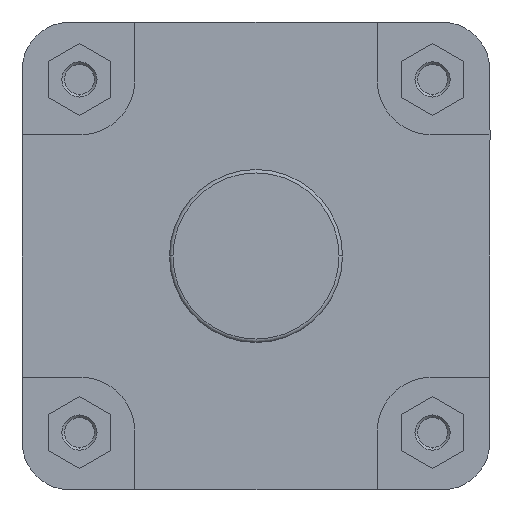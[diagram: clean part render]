
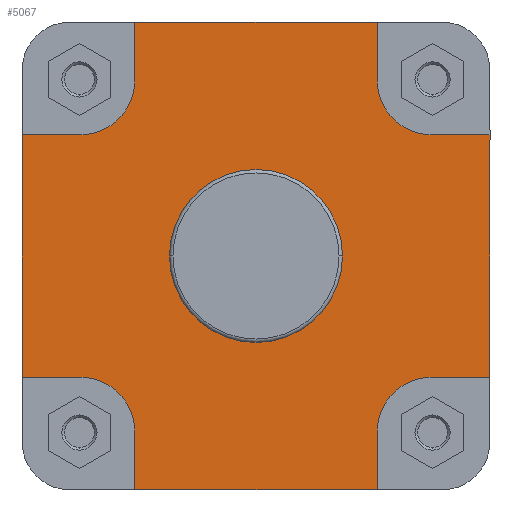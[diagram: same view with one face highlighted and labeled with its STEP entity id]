
A CAD part, left-side view. The second image highlights one B-rep face of the part: STEP entity #5067.
In plain terms, the highlighted planar face has unit normal (-1, 0, 0).
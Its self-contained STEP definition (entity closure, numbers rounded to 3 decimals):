
#419 = LINE ( 'NONE', #6205, #424 ) ;
#424 = VECTOR ( 'NONE', #6747, 1000. ) ;
#481 = VECTOR ( 'NONE', #6446, 1000. ) ;
#484 = LINE ( 'NONE', #6275, #481 ) ;
#507 = LINE ( 'NONE', #6519, #510 ) ;
#510 = VECTOR ( 'NONE', #6697, 1000. ) ;
#516 = CIRCLE ( 'NONE', #5497, 31. ) ;
#570 = LINE ( 'NONE', #6091, #571 ) ;
#571 = VECTOR ( 'NONE', #6090, 1000. ) ;
#584 = CIRCLE ( 'NONE', #5500, 31. ) ;
#627 = LINE ( 'NONE', #5998, #628 ) ;
#628 = VECTOR ( 'NONE', #6625, 1000. ) ;
#649 = CIRCLE ( 'NONE', #5515, 31. ) ;
#704 = LINE ( 'NONE', #6346, #705 ) ;
#705 = VECTOR ( 'NONE', #6394, 1000. ) ;
#765 = LINE ( 'NONE', #6316, #773 ) ;
#773 = VECTOR ( 'NONE', #6075, 1000. ) ;
#820 = LINE ( 'NONE', #1357, #821 ) ;
#821 = VECTOR ( 'NONE', #1358, 1000. ) ;
#833 = CIRCLE ( 'NONE', #5555, 49.9 ) ;
#842 = LINE ( 'NONE', #1387, #843 ) ;
#843 = VECTOR ( 'NONE', #1388, 1000. ) ;
#928 = LINE ( 'NONE', #1605, #930 ) ;
#930 = VECTOR ( 'NONE', #1606, 1000. ) ;
#934 = LINE ( 'NONE', #1618, #937 ) ;
#937 = VECTOR ( 'NONE', #1619, 1000. ) ;
#1020 = FACE_BOUND ( 'NONE', #6867, .T. ) ;
#1023 = FACE_OUTER_BOUND ( 'NONE', #6866, .T. ) ;
#1357 = CARTESIAN_POINT ( 'NONE',  ( 14., -135., 0. ) ) ;
#1358 = DIRECTION ( 'NONE',  ( 0., 0., 1. ) ) ;
#1371 = CARTESIAN_POINT ( 'NONE',  ( 14., 0., 0. ) ) ;
#1372 = DIRECTION ( 'NONE',  ( -1., 0., 0. ) ) ;
#1373 = DIRECTION ( 'NONE',  ( 0., -1., 0. ) ) ;
#1387 = CARTESIAN_POINT ( 'NONE',  ( 14., 101., -70. ) ) ;
#1388 = DIRECTION ( 'NONE',  ( 0., 1., 0. ) ) ;
#1605 = CARTESIAN_POINT ( 'NONE',  ( 14., -70., 135. ) ) ;
#1606 = DIRECTION ( 'NONE',  ( 0., 0., -1. ) ) ;
#1618 = CARTESIAN_POINT ( 'NONE',  ( 14., -101., 70. ) ) ;
#1619 = DIRECTION ( 'NONE',  ( 0., -1., 0. ) ) ;
#1787 = CARTESIAN_POINT ( 'NONE',  ( 14., 49.9, 0. ) ) ;
#1788 = PLANE ( 'NONE',  #5631 ) ;
#1789 = DIRECTION ( 'NONE',  ( 1., 0., 0. ) ) ;
#1790 = DIRECTION ( 'NONE',  ( 0., 1., 0. ) ) ;
#2836 = CIRCLE ( 'NONE', #5889, 49.9 ) ;
#2886 = CIRCLE ( 'NONE', #5911, 31. ) ;
#3014 = LINE ( 'NONE', #3569, #3015 ) ;
#3015 = VECTOR ( 'NONE', #3570, 1000. ) ;
#3298 = CARTESIAN_POINT ( 'NONE',  ( 14., 0., 0. ) ) ;
#3301 = DIRECTION ( 'NONE',  ( -1., 0., 0. ) ) ;
#3302 = DIRECTION ( 'NONE',  ( 0., -1., 0. ) ) ;
#3392 = CARTESIAN_POINT ( 'NONE',  ( 14., 101., -101. ) ) ;
#3393 = DIRECTION ( 'NONE',  ( -1., 0., 0. ) ) ;
#3394 = DIRECTION ( 'NONE',  ( 0., 1., 0. ) ) ;
#3569 = CARTESIAN_POINT ( 'NONE',  ( 14., 70., -135. ) ) ;
#3570 = DIRECTION ( 'NONE',  ( 0., 0., 1. ) ) ;
#3710 = CARTESIAN_POINT ( 'NONE',  ( 14., 135., 70. ) ) ;
#3807 = CARTESIAN_POINT ( 'NONE',  ( 14., -70., 135. ) ) ;
#3808 = CARTESIAN_POINT ( 'NONE',  ( 14., -70., 101. ) ) ;
#3824 = CARTESIAN_POINT ( 'NONE',  ( 14., -101., -70. ) ) ;
#3825 = CARTESIAN_POINT ( 'NONE',  ( 14., -70., -101. ) ) ;
#3826 = CARTESIAN_POINT ( 'NONE',  ( 14., 70., -135. ) ) ;
#3827 = CARTESIAN_POINT ( 'NONE',  ( 14., -70., -135. ) ) ;
#3828 = CARTESIAN_POINT ( 'NONE',  ( 14., -135., 70. ) ) ;
#3829 = CARTESIAN_POINT ( 'NONE',  ( 14., 70., 101. ) ) ;
#3830 = CARTESIAN_POINT ( 'NONE',  ( 14., -101., 70. ) ) ;
#3831 = CARTESIAN_POINT ( 'NONE',  ( 14., -135., -70. ) ) ;
#3834 = CARTESIAN_POINT ( 'NONE',  ( 14., 70., -101. ) ) ;
#3835 = CARTESIAN_POINT ( 'NONE',  ( 14., 101., -70. ) ) ;
#3841 = CARTESIAN_POINT ( 'NONE',  ( 14., 135., -70. ) ) ;
#3847 = CARTESIAN_POINT ( 'NONE',  ( 14., 70., 135. ) ) ;
#3848 = CARTESIAN_POINT ( 'NONE',  ( 14., 101., 70. ) ) ;
#3879 = CARTESIAN_POINT ( 'NONE',  ( 14., 49.9, 0. ) ) ;
#3903 = CARTESIAN_POINT ( 'NONE',  ( 14., -49.9, 0. ) ) ;
#4049 = EDGE_CURVE ( 'NONE', #6610, #6531, #419, .T. ) ;
#4100 = EDGE_CURVE ( 'NONE', #6562, #6564, #484, .T. ) ;
#4115 = EDGE_CURVE ( 'NONE', #6298, #6611, #507, .T. ) ;
#4117 = EDGE_CURVE ( 'NONE', #6611, #6567, #516, .T. ) ;
#4149 = EDGE_CURVE ( 'NONE', #6569, #6560, #570, .T. ) ;
#4156 = EDGE_CURVE ( 'NONE', #6560, #6562, #584, .T. ) ;
#4182 = EDGE_CURVE ( 'NONE', #6567, #6610, #627, .T. ) ;
#4195 = EDGE_CURVE ( 'NONE', #6532, #6568, #649, .T. ) ;
#4235 = EDGE_CURVE ( 'NONE', #6563, #6564, #704, .T. ) ;
#4278 = EDGE_CURVE ( 'NONE', #6596, #6298, #765, .T. ) ;
#4306 = EDGE_CURVE ( 'NONE', #6569, #6566, #820, .T. ) ;
#4312 = EDGE_CURVE ( 'NONE', #6653, #6713, #833, .T. ) ;
#4319 = EDGE_CURVE ( 'NONE', #6580, #6596, #842, .T. ) ;
#4688 = EDGE_CURVE ( 'NONE', #6531, #6532, #928, .T. ) ;
#4693 = EDGE_CURVE ( 'NONE', #6568, #6566, #934, .T. ) ;
#4833 = ORIENTED_EDGE ( 'NONE', *, *, #4235, .T. ) ;
#4848 = ORIENTED_EDGE ( 'NONE', *, *, #4117, .F. ) ;
#4849 = ORIENTED_EDGE ( 'NONE', *, *, #4156, .F. ) ;
#4860 = ORIENTED_EDGE ( 'NONE', *, *, #5357, .F. ) ;
#4861 = ORIENTED_EDGE ( 'NONE', *, *, #4149, .F. ) ;
#4866 = ORIENTED_EDGE ( 'NONE', *, *, #4306, .T. ) ;
#4876 = ORIENTED_EDGE ( 'NONE', *, *, #5321, .F. ) ;
#4884 = ORIENTED_EDGE ( 'NONE', *, *, #4312, .F. ) ;
#4894 = ORIENTED_EDGE ( 'NONE', *, *, #4278, .F. ) ;
#4907 = ORIENTED_EDGE ( 'NONE', *, *, #4115, .F. ) ;
#4908 = ORIENTED_EDGE ( 'NONE', *, *, #5433, .F. ) ;
#4913 = ORIENTED_EDGE ( 'NONE', *, *, #4688, .F. ) ;
#4922 = ORIENTED_EDGE ( 'NONE', *, *, #4100, .F. ) ;
#4926 = ORIENTED_EDGE ( 'NONE', *, *, #4319, .F. ) ;
#4929 = ORIENTED_EDGE ( 'NONE', *, *, #4693, .F. ) ;
#4934 = ORIENTED_EDGE ( 'NONE', *, *, #4182, .F. ) ;
#4954 = ORIENTED_EDGE ( 'NONE', *, *, #4049, .F. ) ;
#4967 = ORIENTED_EDGE ( 'NONE', *, *, #4195, .F. ) ;
#5067 = ADVANCED_FACE ( 'NONE', ( #1020, #1023 ), #1788, .F. ) ;
#5321 = EDGE_CURVE ( 'NONE', #6713, #6653, #2836, .T. ) ;
#5357 = EDGE_CURVE ( 'NONE', #6579, #6580, #2886, .T. ) ;
#5433 = EDGE_CURVE ( 'NONE', #6563, #6579, #3014, .T. ) ;
#5497 = AXIS2_PLACEMENT_3D ( 'NONE', #6406, #6570, #6685 ) ;
#5500 = AXIS2_PLACEMENT_3D ( 'NONE', #6039, #6038, #6042 ) ;
#5515 = AXIS2_PLACEMENT_3D ( 'NONE', #6576, #6592, #6541 ) ;
#5555 = AXIS2_PLACEMENT_3D ( 'NONE', #1371, #1372, #1373 ) ;
#5631 = AXIS2_PLACEMENT_3D ( 'NONE', #1787, #1789, #1790 ) ;
#5889 = AXIS2_PLACEMENT_3D ( 'NONE', #3298, #3301, #3302 ) ;
#5911 = AXIS2_PLACEMENT_3D ( 'NONE', #3392, #3393, #3394 ) ;
#5998 = CARTESIAN_POINT ( 'NONE',  ( 14., 70., 101. ) ) ;
#6038 = DIRECTION ( 'NONE',  ( -1., 0., 0. ) ) ;
#6039 = CARTESIAN_POINT ( 'NONE',  ( 14., -101., -101. ) ) ;
#6042 = DIRECTION ( 'NONE',  ( 0., 0., -1. ) ) ;
#6075 = DIRECTION ( 'NONE',  ( 0., 0., 1. ) ) ;
#6090 = DIRECTION ( 'NONE',  ( 0., 1., 0. ) ) ;
#6091 = CARTESIAN_POINT ( 'NONE',  ( 14., -135., -70. ) ) ;
#6205 = CARTESIAN_POINT ( 'NONE',  ( 14., -297.141, 135. ) ) ;
#6275 = CARTESIAN_POINT ( 'NONE',  ( 14., -70., -101. ) ) ;
#6298 = VERTEX_POINT ( 'NONE', #3710 ) ;
#6316 = CARTESIAN_POINT ( 'NONE',  ( 14., 135., 0. ) ) ;
#6346 = CARTESIAN_POINT ( 'NONE',  ( 14., -297.141, -135. ) ) ;
#6394 = DIRECTION ( 'NONE',  ( 0., -1., 0. ) ) ;
#6406 = CARTESIAN_POINT ( 'NONE',  ( 14., 101., 101. ) ) ;
#6446 = DIRECTION ( 'NONE',  ( 0., 0., -1. ) ) ;
#6519 = CARTESIAN_POINT ( 'NONE',  ( 14., 135., 70. ) ) ;
#6531 = VERTEX_POINT ( 'NONE', #3807 ) ;
#6532 = VERTEX_POINT ( 'NONE', #3808 ) ;
#6541 = DIRECTION ( 'NONE',  ( 0., -1., 0. ) ) ;
#6560 = VERTEX_POINT ( 'NONE', #3824 ) ;
#6562 = VERTEX_POINT ( 'NONE', #3825 ) ;
#6563 = VERTEX_POINT ( 'NONE', #3826 ) ;
#6564 = VERTEX_POINT ( 'NONE', #3827 ) ;
#6566 = VERTEX_POINT ( 'NONE', #3828 ) ;
#6567 = VERTEX_POINT ( 'NONE', #3829 ) ;
#6568 = VERTEX_POINT ( 'NONE', #3830 ) ;
#6569 = VERTEX_POINT ( 'NONE', #3831 ) ;
#6570 = DIRECTION ( 'NONE',  ( -1., 0., 0. ) ) ;
#6576 = CARTESIAN_POINT ( 'NONE',  ( 14., -101., 101. ) ) ;
#6579 = VERTEX_POINT ( 'NONE', #3834 ) ;
#6580 = VERTEX_POINT ( 'NONE', #3835 ) ;
#6592 = DIRECTION ( 'NONE',  ( -1., 0., 0. ) ) ;
#6596 = VERTEX_POINT ( 'NONE', #3841 ) ;
#6610 = VERTEX_POINT ( 'NONE', #3847 ) ;
#6611 = VERTEX_POINT ( 'NONE', #3848 ) ;
#6625 = DIRECTION ( 'NONE',  ( 0., 0., 1. ) ) ;
#6653 = VERTEX_POINT ( 'NONE', #3879 ) ;
#6685 = DIRECTION ( 'NONE',  ( 0., 0., 1. ) ) ;
#6697 = DIRECTION ( 'NONE',  ( 0., -1., 0. ) ) ;
#6713 = VERTEX_POINT ( 'NONE', #3903 ) ;
#6747 = DIRECTION ( 'NONE',  ( 0., -1., 0. ) ) ;
#6866 = EDGE_LOOP ( 'NONE', ( #4860, #4908, #4833, #4922, #4849, #4861, #4866, #4929, #4967, #4913, #4954, #4934, #4848, #4907, #4894, #4926 ) ) ;
#6867 = EDGE_LOOP ( 'NONE', ( #4876, #4884 ) ) ;
